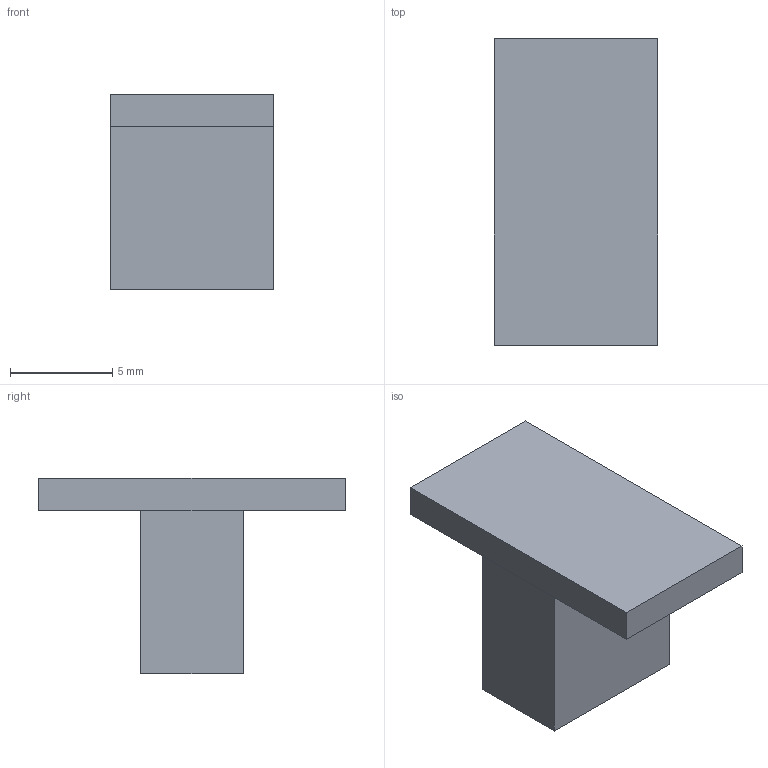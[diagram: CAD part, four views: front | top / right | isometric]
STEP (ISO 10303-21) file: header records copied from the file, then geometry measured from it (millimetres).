
FILE_DESCRIPTION(('FreeCAD Model'),'2;1');
FILE_NAME('Prise-ISP-6.step','2018-04-30T12:29:57',('Almisuifre') ,(''),'Open CASCADE STEP processor 6.8','FreeCAD','Unknown');
FILE_SCHEMA(('AUTOMOTIVE_DESIGN_CC2 { 1 2 10303 214 -1 1 5 4 }'));
Length unit declared in the file: millimetre
Products named in the file (2): ASSEMBLY; Fusion
Assembly tree (1 placements, depth 2):
  ASSEMBLY
    Fusion
Bounding box: 8 x 15 x 9.6 mm (x, y, z)
Volume: 482 mm3; surface area: 641.6 mm2
Topology: 1 solids, 1 shells, 42 faces, 98 edges, 64 vertices
Faces by surface type: plane 42
Entity records: 2483 total; most frequent: CARTESIAN_POINT 402, DIRECTION 382, LINE 294, VECTOR 294, ORIENTED_EDGE 196, PCURVE 196, DEFINITIONAL_REPRESENTATION 196, EDGE_CURVE 98
